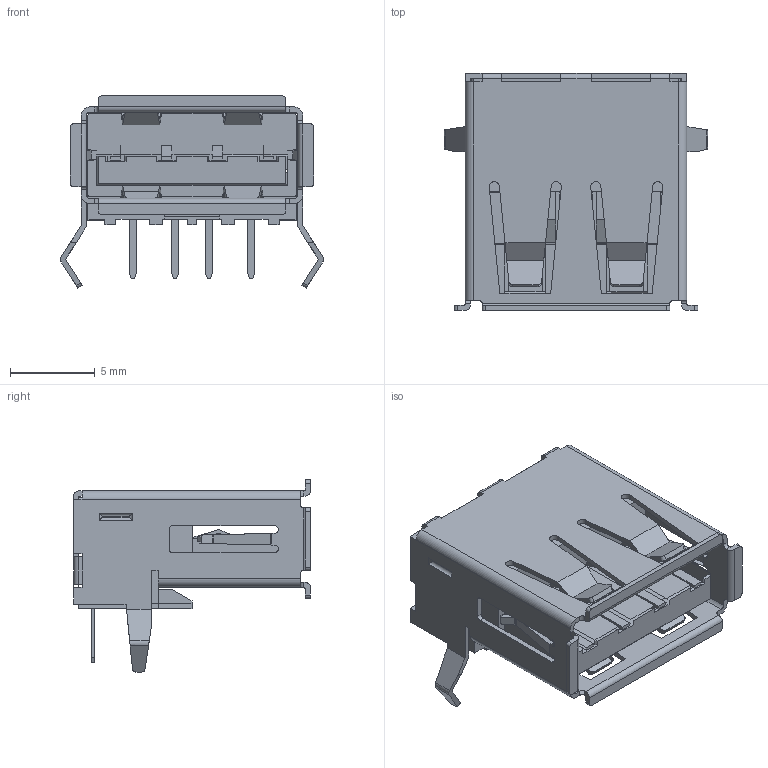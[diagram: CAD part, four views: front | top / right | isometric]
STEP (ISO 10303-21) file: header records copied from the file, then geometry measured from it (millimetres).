
FILE_DESCRIPTION (( 'STEP AP214' ), '1' );
FILE_NAME ('902-131A1011D10100.STEP', '2024-03-01T04:55:46', ( '' ), ( '' ), 'SwSTEP 2.0', 'SolidWorks 2022', '' );
FILE_SCHEMA (( 'AUTOMOTIVE_DESIGN' ));
Length unit declared in the file: millimetre
Products named in the file (1): 902-131A1011D10100
Bounding box: 15.55 x 14 x 11.35 mm (x, y, z)
Surface area: 1653.4 mm2 (no closed solid volume)
Topology: 0 solids, 28 shells, 336 faces, 1581 edges, 1236 vertices
Faces by surface type: plane 260, cylinder 75, bspline 1
Entity records: 19986 total; most frequent: CARTESIAN_POINT 4223, ORIENTED_EDGE 2410, DIRECTION 2161, EDGE_CURVE 1581, VERTEX_POINT 1236, VECTOR 1177, LINE 1177, AXIS2_PLACEMENT_3D 492
